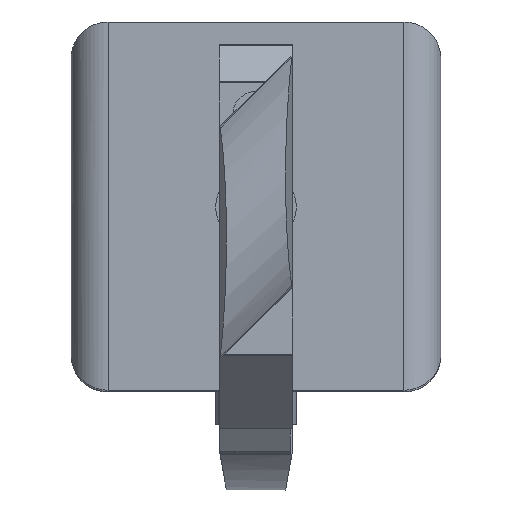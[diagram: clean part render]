
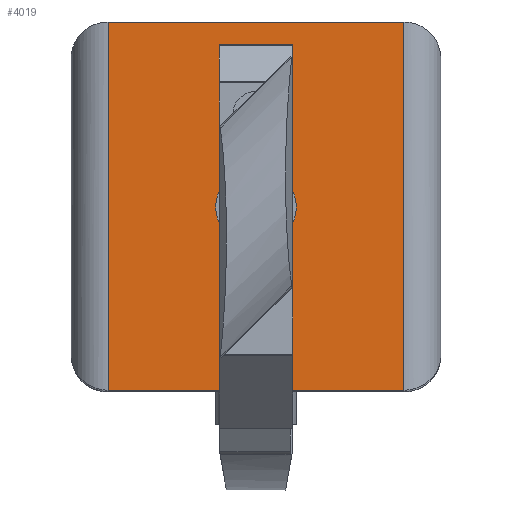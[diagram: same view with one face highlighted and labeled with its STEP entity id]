
A CAD part, front view. The second image highlights one B-rep face of the part: STEP entity #4019.
In plain terms, the highlighted planar face has unit normal (0, -1, 0).
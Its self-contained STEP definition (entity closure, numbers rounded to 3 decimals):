
#243=PLANE('',#4495);
#437=FACE_OUTER_BOUND('',#655,.T.);
#655=EDGE_LOOP('',(#3272,#3273,#3274,#3275,#3276,#3277,#3278,#3279,#3280,
#3281,#3282,#3283));
#854=CIRCLE('',#4496,4.25);
#855=CIRCLE('',#4497,4.25);
#1099=LINE('',#6898,#1427);
#1101=LINE('',#6907,#1429);
#1111=LINE('',#6937,#1439);
#1113=LINE('',#6943,#1441);
#1129=LINE('',#6993,#1457);
#1131=LINE('',#7000,#1459);
#1145=LINE('',#7034,#1473);
#1146=LINE('',#7035,#1474);
#1147=LINE('',#7036,#1475);
#1148=LINE('',#7038,#1476);
#1427=VECTOR('',#5309,1000.);
#1429=VECTOR('',#5317,1000.);
#1439=VECTOR('',#5339,1000.);
#1441=VECTOR('',#5343,1000.);
#1457=VECTOR('',#5387,1000.);
#1459=VECTOR('',#5393,1000.);
#1473=VECTOR('',#5417,1000.);
#1474=VECTOR('',#5418,1000.);
#1475=VECTOR('',#5419,1000.);
#1476=VECTOR('',#5422,1000.);
#1823=VERTEX_POINT('',#6895);
#1824=VERTEX_POINT('',#6897);
#1827=VERTEX_POINT('',#6905);
#1828=VERTEX_POINT('',#6906);
#1838=VERTEX_POINT('',#6927);
#1842=VERTEX_POINT('',#6935);
#1843=VERTEX_POINT('',#6939);
#1845=VERTEX_POINT('',#6942);
#1865=VERTEX_POINT('',#6992);
#1867=VERTEX_POINT('',#6998);
#1868=VERTEX_POINT('',#6999);
#1883=VERTEX_POINT('',#7033);
#2314=EDGE_CURVE('',#1824,#1823,#1099,.T.);
#2318=EDGE_CURVE('',#1827,#1828,#1101,.T.);
#2333=EDGE_CURVE('',#1842,#1838,#1111,.T.);
#2335=EDGE_CURVE('',#1843,#1845,#1113,.T.);
#2360=EDGE_CURVE('',#1845,#1865,#1129,.T.);
#2363=EDGE_CURVE('',#1867,#1868,#1131,.T.);
#2381=EDGE_CURVE('',#1883,#1828,#1145,.T.);
#2382=EDGE_CURVE('',#1883,#1867,#1146,.F.);
#2383=EDGE_CURVE('',#1868,#1865,#1147,.T.);
#2384=EDGE_CURVE('',#1838,#1843,#854,.F.);
#2385=EDGE_CURVE('',#1824,#1842,#1148,.T.);
#2386=EDGE_CURVE('',#1827,#1823,#855,.F.);
#3272=ORIENTED_EDGE('',*,*,#2381,.F.);
#3273=ORIENTED_EDGE('',*,*,#2382,.T.);
#3274=ORIENTED_EDGE('',*,*,#2363,.T.);
#3275=ORIENTED_EDGE('',*,*,#2383,.T.);
#3276=ORIENTED_EDGE('',*,*,#2360,.F.);
#3277=ORIENTED_EDGE('',*,*,#2335,.F.);
#3278=ORIENTED_EDGE('',*,*,#2384,.F.);
#3279=ORIENTED_EDGE('',*,*,#2333,.F.);
#3280=ORIENTED_EDGE('',*,*,#2385,.F.);
#3281=ORIENTED_EDGE('',*,*,#2314,.T.);
#3282=ORIENTED_EDGE('',*,*,#2386,.F.);
#3283=ORIENTED_EDGE('',*,*,#2318,.T.);
#4019=ADVANCED_FACE('',(#437),#243,.F.);
#4495=AXIS2_PLACEMENT_3D('',#7032,#5415,#5416);
#4496=AXIS2_PLACEMENT_3D('',#7037,#5420,#5421);
#4497=AXIS2_PLACEMENT_3D('',#7039,#5423,#5424);
#5309=DIRECTION('',(0.,0.,-1.));
#5317=DIRECTION('',(0.,0.,-1.));
#5339=DIRECTION('',(0.,0.,-1.));
#5343=DIRECTION('',(0.,0.,-1.));
#5387=DIRECTION('',(-1.,0.,0.));
#5393=DIRECTION('',(-1.,0.,0.));
#5415=DIRECTION('center_axis',(0.,1.,0.));
#5416=DIRECTION('ref_axis',(0.,0.,1.));
#5417=DIRECTION('',(-1.,0.,0.));
#5418=DIRECTION('',(0.,0.,-1.));
#5419=DIRECTION('',(0.,0.,-1.));
#5420=DIRECTION('center_axis',(0.,1.,0.));
#5421=DIRECTION('ref_axis',(0.,0.,1.));
#5422=DIRECTION('',(-1.,0.,0.));
#5423=DIRECTION('center_axis',(0.,1.,0.));
#5424=DIRECTION('ref_axis',(0.,0.,1.));
#6895=CARTESIAN_POINT('',(3.994,0.,21.454));
#6897=CARTESIAN_POINT('',(3.994,0.,37.583));
#6898=CARTESIAN_POINT('',(3.994,0.,40.));
#6905=CARTESIAN_POINT('',(3.994,0.,18.546));
#6906=CARTESIAN_POINT('',(3.994,0.,0.2));
#6907=CARTESIAN_POINT('',(3.994,0.,40.));
#6927=CARTESIAN_POINT('',(-3.994,0.,21.454));
#6935=CARTESIAN_POINT('',(-3.994,0.,37.583));
#6937=CARTESIAN_POINT('',(-3.994,0.,40.));
#6939=CARTESIAN_POINT('',(-3.994,0.,18.546));
#6942=CARTESIAN_POINT('',(-3.994,0.,0.2));
#6943=CARTESIAN_POINT('',(-3.994,0.,40.));
#6992=CARTESIAN_POINT('',(-16.,0.,0.2));
#6993=CARTESIAN_POINT('',(20.,0.,0.2));
#6998=CARTESIAN_POINT('',(16.,0.,40.));
#6999=CARTESIAN_POINT('',(-16.,0.,40.));
#7000=CARTESIAN_POINT('',(20.,0.,40.));
#7032=CARTESIAN_POINT('Origin',(20.,0.,40.));
#7033=CARTESIAN_POINT('',(16.,0.,0.2));
#7034=CARTESIAN_POINT('',(20.,0.,0.2));
#7035=CARTESIAN_POINT('',(16.,0.,40.));
#7036=CARTESIAN_POINT('',(-16.,0.,40.));
#7037=CARTESIAN_POINT('Origin',(0.,0.,20.));
#7038=CARTESIAN_POINT('',(3.994,0.,37.583));
#7039=CARTESIAN_POINT('Origin',(0.,0.,20.));
